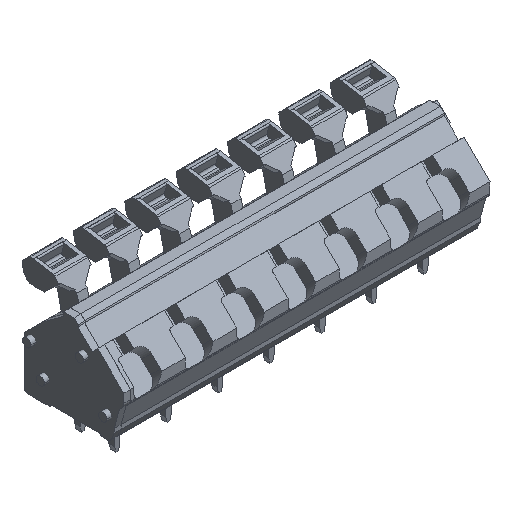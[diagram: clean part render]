
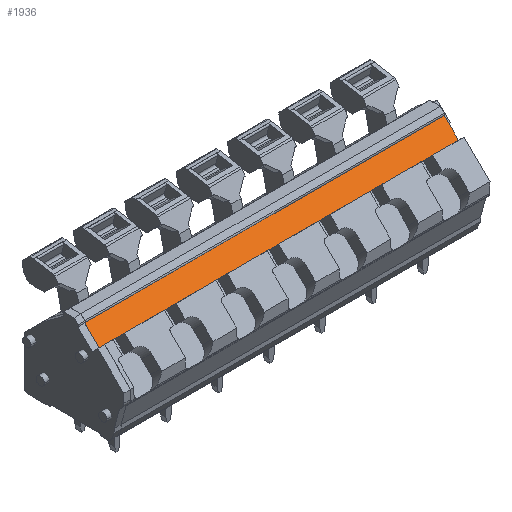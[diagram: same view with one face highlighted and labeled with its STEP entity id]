
A CAD part, isometric view. The second image highlights one B-rep face of the part: STEP entity #1936.
In plain terms, the highlighted planar face has unit normal (0, -0.707, 0.707).
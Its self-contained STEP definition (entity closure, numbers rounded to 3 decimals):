
#1804=AXIS2_PLACEMENT_3D('Plane Axis2P3D',#1801,#1802,#1803) ;
#252=CARTESIAN_POINT('Vertex',(1.7,4.588,13.942)) ;
#255=CARTESIAN_POINT('Line Origine',(1.7,5.637,14.99)) ;
#259=CARTESIAN_POINT('Vertex',(1.7,6.686,16.039)) ;
#1785=CARTESIAN_POINT('Vertex',(2.93,4.588,13.942)) ;
#1788=CARTESIAN_POINT('Line Origine',(2.315,4.588,13.942)) ;
#1801=CARTESIAN_POINT('Axis2P3D Location',(6.35,6.686,16.039)) ;
#1806=CARTESIAN_POINT('Line Origine',(3.774,4.588,13.942)) ;
#1810=CARTESIAN_POINT('Vertex',(4.617,4.588,13.942)) ;
#1813=CARTESIAN_POINT('Line Origine',(7.524,4.588,13.942)) ;
#1817=CARTESIAN_POINT('Vertex',(10.43,4.588,13.942)) ;
#1820=CARTESIAN_POINT('Line Origine',(11.274,4.588,13.942)) ;
#1824=CARTESIAN_POINT('Vertex',(12.117,4.588,13.942)) ;
#1827=CARTESIAN_POINT('Line Origine',(15.024,4.588,13.942)) ;
#1831=CARTESIAN_POINT('Vertex',(17.93,4.588,13.942)) ;
#1834=CARTESIAN_POINT('Line Origine',(18.774,4.588,13.942)) ;
#1838=CARTESIAN_POINT('Vertex',(19.617,4.588,13.942)) ;
#1841=CARTESIAN_POINT('Line Origine',(22.524,4.588,13.942)) ;
#1845=CARTESIAN_POINT('Vertex',(25.43,4.588,13.942)) ;
#1848=CARTESIAN_POINT('Line Origine',(26.274,4.588,13.942)) ;
#1852=CARTESIAN_POINT('Vertex',(27.117,4.588,13.942)) ;
#1855=CARTESIAN_POINT('Line Origine',(30.024,4.588,13.942)) ;
#1859=CARTESIAN_POINT('Vertex',(32.93,4.588,13.942)) ;
#1862=CARTESIAN_POINT('Line Origine',(33.774,4.588,13.942)) ;
#1866=CARTESIAN_POINT('Vertex',(34.617,4.588,13.942)) ;
#1869=CARTESIAN_POINT('Line Origine',(37.524,4.588,13.942)) ;
#1873=CARTESIAN_POINT('Vertex',(40.43,4.588,13.942)) ;
#1876=CARTESIAN_POINT('Line Origine',(41.274,4.588,13.942)) ;
#1880=CARTESIAN_POINT('Vertex',(42.117,4.588,13.942)) ;
#1883=CARTESIAN_POINT('Line Origine',(45.024,4.588,13.942)) ;
#1887=CARTESIAN_POINT('Vertex',(47.93,4.588,13.942)) ;
#1890=CARTESIAN_POINT('Line Origine',(48.774,4.588,13.942)) ;
#1894=CARTESIAN_POINT('Vertex',(49.617,4.588,13.942)) ;
#1897=CARTESIAN_POINT('Line Origine',(51.909,4.588,13.942)) ;
#1901=CARTESIAN_POINT('Vertex',(54.2,4.588,13.942)) ;
#1904=CARTESIAN_POINT('Line Origine',(54.2,5.637,14.99)) ;
#1908=CARTESIAN_POINT('Vertex',(54.2,6.686,16.039)) ;
#1911=CARTESIAN_POINT('Line Origine',(27.95,6.686,16.039)) ;
#256=DIRECTION('Vector Direction',(0.,-0.707,-0.707)) ;
#1789=DIRECTION('Vector Direction',(-1.,0.,0.)) ;
#1802=DIRECTION('Axis2P3D Direction',(0.,0.707,-0.707)) ;
#1803=DIRECTION('Axis2P3D XDirection',(0.,-0.707,-0.707)) ;
#1807=DIRECTION('Vector Direction',(-1.,0.,0.)) ;
#1814=DIRECTION('Vector Direction',(-1.,0.,0.)) ;
#1821=DIRECTION('Vector Direction',(-1.,0.,0.)) ;
#1828=DIRECTION('Vector Direction',(-1.,0.,0.)) ;
#1835=DIRECTION('Vector Direction',(-1.,0.,0.)) ;
#1842=DIRECTION('Vector Direction',(-1.,0.,0.)) ;
#1849=DIRECTION('Vector Direction',(-1.,0.,0.)) ;
#1856=DIRECTION('Vector Direction',(-1.,0.,0.)) ;
#1863=DIRECTION('Vector Direction',(-1.,0.,0.)) ;
#1870=DIRECTION('Vector Direction',(-1.,0.,0.)) ;
#1877=DIRECTION('Vector Direction',(-1.,0.,0.)) ;
#1884=DIRECTION('Vector Direction',(-1.,0.,0.)) ;
#1891=DIRECTION('Vector Direction',(-1.,0.,0.)) ;
#1898=DIRECTION('Vector Direction',(-1.,0.,0.)) ;
#1905=DIRECTION('Vector Direction',(0.,-0.707,-0.707)) ;
#1912=DIRECTION('Vector Direction',(-1.,0.,0.)) ;
#257=VECTOR('Line Direction',#256,1.) ;
#1790=VECTOR('Line Direction',#1789,1.) ;
#1808=VECTOR('Line Direction',#1807,1.) ;
#1815=VECTOR('Line Direction',#1814,1.) ;
#1822=VECTOR('Line Direction',#1821,1.) ;
#1829=VECTOR('Line Direction',#1828,1.) ;
#1836=VECTOR('Line Direction',#1835,1.) ;
#1843=VECTOR('Line Direction',#1842,1.) ;
#1850=VECTOR('Line Direction',#1849,1.) ;
#1857=VECTOR('Line Direction',#1856,1.) ;
#1864=VECTOR('Line Direction',#1863,1.) ;
#1871=VECTOR('Line Direction',#1870,1.) ;
#1878=VECTOR('Line Direction',#1877,1.) ;
#1885=VECTOR('Line Direction',#1884,1.) ;
#1892=VECTOR('Line Direction',#1891,1.) ;
#1899=VECTOR('Line Direction',#1898,1.) ;
#1906=VECTOR('Line Direction',#1905,1.) ;
#1913=VECTOR('Line Direction',#1912,1.) ;
#1917=ORIENTED_EDGE('',*,*,#1792,.F.) ;
#1918=ORIENTED_EDGE('',*,*,#1812,.F.) ;
#1919=ORIENTED_EDGE('',*,*,#1819,.F.) ;
#1920=ORIENTED_EDGE('',*,*,#1826,.F.) ;
#1921=ORIENTED_EDGE('',*,*,#1833,.F.) ;
#1922=ORIENTED_EDGE('',*,*,#1840,.F.) ;
#1923=ORIENTED_EDGE('',*,*,#1847,.F.) ;
#1924=ORIENTED_EDGE('',*,*,#1854,.F.) ;
#1925=ORIENTED_EDGE('',*,*,#1861,.F.) ;
#1926=ORIENTED_EDGE('',*,*,#1868,.F.) ;
#1927=ORIENTED_EDGE('',*,*,#1875,.F.) ;
#1928=ORIENTED_EDGE('',*,*,#1882,.F.) ;
#1929=ORIENTED_EDGE('',*,*,#1889,.F.) ;
#1930=ORIENTED_EDGE('',*,*,#1896,.F.) ;
#1931=ORIENTED_EDGE('',*,*,#1903,.F.) ;
#1932=ORIENTED_EDGE('',*,*,#1910,.T.) ;
#1933=ORIENTED_EDGE('',*,*,#1915,.T.) ;
#1934=ORIENTED_EDGE('',*,*,#261,.F.) ;
#1936=ADVANCED_FACE('Housing\\LMZF500-housing',(#1935),#1805,.F.) ;
#261=EDGE_CURVE('',#253,#260,#258,.F.) ;
#1792=EDGE_CURVE('',#1786,#253,#1791,.T.) ;
#1812=EDGE_CURVE('',#1811,#1786,#1809,.T.) ;
#1819=EDGE_CURVE('',#1818,#1811,#1816,.T.) ;
#1826=EDGE_CURVE('',#1825,#1818,#1823,.T.) ;
#1833=EDGE_CURVE('',#1832,#1825,#1830,.T.) ;
#1840=EDGE_CURVE('',#1839,#1832,#1837,.T.) ;
#1847=EDGE_CURVE('',#1846,#1839,#1844,.T.) ;
#1854=EDGE_CURVE('',#1853,#1846,#1851,.T.) ;
#1861=EDGE_CURVE('',#1860,#1853,#1858,.T.) ;
#1868=EDGE_CURVE('',#1867,#1860,#1865,.T.) ;
#1875=EDGE_CURVE('',#1874,#1867,#1872,.T.) ;
#1882=EDGE_CURVE('',#1881,#1874,#1879,.T.) ;
#1889=EDGE_CURVE('',#1888,#1881,#1886,.T.) ;
#1896=EDGE_CURVE('',#1895,#1888,#1893,.T.) ;
#1903=EDGE_CURVE('',#1902,#1895,#1900,.T.) ;
#1910=EDGE_CURVE('',#1902,#1909,#1907,.F.) ;
#1915=EDGE_CURVE('',#1909,#260,#1914,.T.) ;
#1916=EDGE_LOOP('',(#1917,#1918,#1919,#1920,#1921,#1922,#1923,#1924,#1925,#1926,#1927,#1928,#1929,#1930,#1931,#1932,#1933,#1934)) ;
#1935=FACE_OUTER_BOUND('',#1916,.T.) ;
#258=LINE('Line',#255,#257) ;
#1791=LINE('Line',#1788,#1790) ;
#1809=LINE('Line',#1806,#1808) ;
#1816=LINE('Line',#1813,#1815) ;
#1823=LINE('Line',#1820,#1822) ;
#1830=LINE('Line',#1827,#1829) ;
#1837=LINE('Line',#1834,#1836) ;
#1844=LINE('Line',#1841,#1843) ;
#1851=LINE('Line',#1848,#1850) ;
#1858=LINE('Line',#1855,#1857) ;
#1865=LINE('Line',#1862,#1864) ;
#1872=LINE('Line',#1869,#1871) ;
#1879=LINE('Line',#1876,#1878) ;
#1886=LINE('Line',#1883,#1885) ;
#1893=LINE('Line',#1890,#1892) ;
#1900=LINE('Line',#1897,#1899) ;
#1907=LINE('Line',#1904,#1906) ;
#1914=LINE('Line',#1911,#1913) ;
#1805=PLANE('',#1804) ;
#253=VERTEX_POINT('',#252) ;
#260=VERTEX_POINT('',#259) ;
#1786=VERTEX_POINT('',#1785) ;
#1811=VERTEX_POINT('',#1810) ;
#1818=VERTEX_POINT('',#1817) ;
#1825=VERTEX_POINT('',#1824) ;
#1832=VERTEX_POINT('',#1831) ;
#1839=VERTEX_POINT('',#1838) ;
#1846=VERTEX_POINT('',#1845) ;
#1853=VERTEX_POINT('',#1852) ;
#1860=VERTEX_POINT('',#1859) ;
#1867=VERTEX_POINT('',#1866) ;
#1874=VERTEX_POINT('',#1873) ;
#1881=VERTEX_POINT('',#1880) ;
#1888=VERTEX_POINT('',#1887) ;
#1895=VERTEX_POINT('',#1894) ;
#1902=VERTEX_POINT('',#1901) ;
#1909=VERTEX_POINT('',#1908) ;
